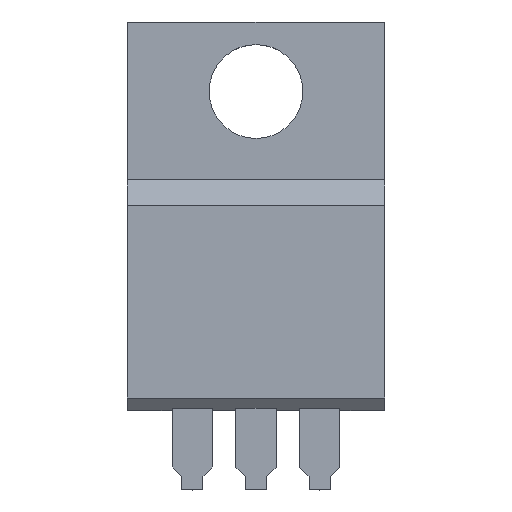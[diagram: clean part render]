
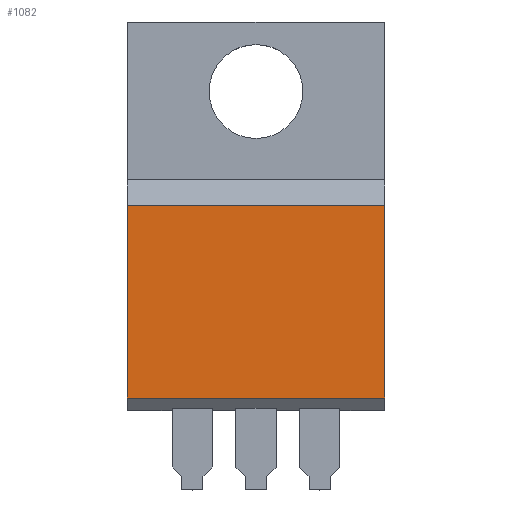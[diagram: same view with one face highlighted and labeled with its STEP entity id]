
A CAD part, top view. The second image highlights one B-rep face of the part: STEP entity #1082.
In plain terms, the highlighted planar face has unit normal (0, 0, 1).
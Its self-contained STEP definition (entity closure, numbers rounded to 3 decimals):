
#56=FACE_OUTER_BOUND('',#110,.T.);
#110=EDGE_LOOP('',(#844,#845,#846,#847));
#228=LINE('',#1635,#371);
#240=LINE('',#1659,#383);
#241=LINE('',#1660,#384);
#242=LINE('',#1661,#385);
#371=VECTOR('',#1342,1.);
#383=VECTOR('',#1362,1.);
#384=VECTOR('',#1363,1.);
#385=VECTOR('',#1364,1.);
#486=VERTEX_POINT('',#1633);
#487=VERTEX_POINT('',#1634);
#494=VERTEX_POINT('',#1657);
#495=VERTEX_POINT('',#1658);
#611=EDGE_CURVE('',#486,#487,#228,.T.);
#623=EDGE_CURVE('',#494,#495,#240,.T.);
#624=EDGE_CURVE('',#495,#487,#241,.T.);
#625=EDGE_CURVE('',#494,#486,#242,.T.);
#844=ORIENTED_EDGE('',*,*,#623,.T.);
#845=ORIENTED_EDGE('',*,*,#624,.T.);
#846=ORIENTED_EDGE('',*,*,#611,.F.);
#847=ORIENTED_EDGE('',*,*,#625,.F.);
#977=PLANE('',#1150);
#1082=ADVANCED_FACE('',(#56),#977,.T.);
#1150=AXIS2_PLACEMENT_3D('',#1656,#1360,#1361);
#1342=DIRECTION('',(1.,0.,0.));
#1360=DIRECTION('center_axis',(0.,0.,1.));
#1361=DIRECTION('ref_axis',(0.,1.,0.));
#1362=DIRECTION('',(1.,0.,0.));
#1363=DIRECTION('',(0.,1.,0.));
#1364=DIRECTION('',(0.,1.,0.));
#1633=CARTESIAN_POINT('',(-2.585,11.075,4.445));
#1634=CARTESIAN_POINT('',(7.665,11.075,4.445));
#1635=CARTESIAN_POINT('',(-2.585,11.075,4.445));
#1656=CARTESIAN_POINT('Origin',(-2.585,3.385,4.445));
#1657=CARTESIAN_POINT('',(-2.585,3.385,4.445));
#1658=CARTESIAN_POINT('',(7.665,3.385,4.445));
#1659=CARTESIAN_POINT('',(-2.585,3.385,4.445));
#1660=CARTESIAN_POINT('',(7.665,3.385,4.445));
#1661=CARTESIAN_POINT('',(-2.585,3.385,4.445));
